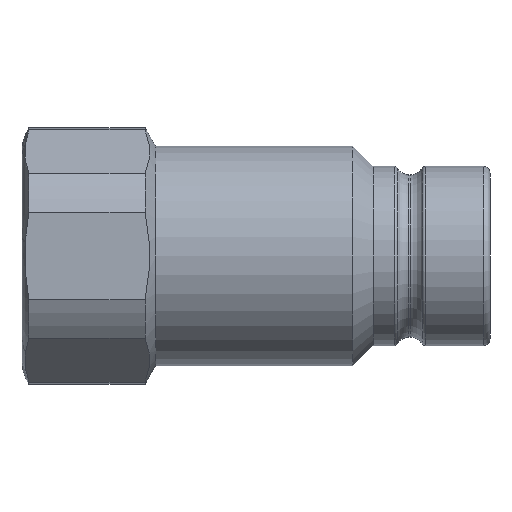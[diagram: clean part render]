
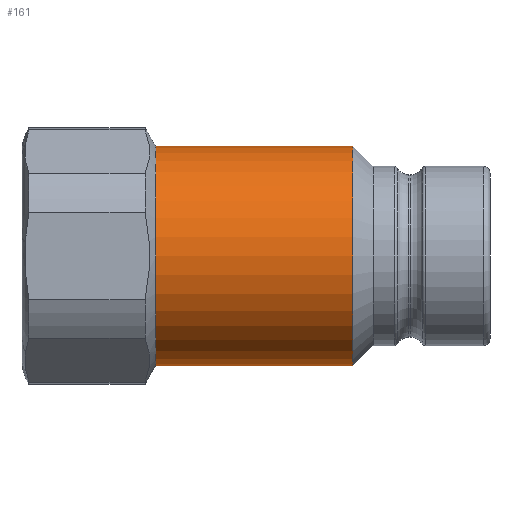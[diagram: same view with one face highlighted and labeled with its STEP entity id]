
A CAD part, front view. The second image highlights one B-rep face of the part: STEP entity #161.
In plain terms, the highlighted cylindrical face has radius 16.403 mm (diameter 32.806 mm), a partial arc.
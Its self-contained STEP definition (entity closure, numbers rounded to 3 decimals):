
#2 = ORIENTED_EDGE ( 'NONE', *, *, #1118, .F. ) ;
#3 = DIRECTION ( 'NONE',  ( -1., 0., 0. ) ) ;
#23 = EDGE_CURVE ( 'NONE', #743, #1341, #339, .T. ) ;
#28 = DIRECTION ( 'NONE',  ( 0., 0., 1. ) ) ;
#47 = CARTESIAN_POINT ( 'NONE',  ( 21.43, 0., 16.403 ) ) ;
#83 = AXIS2_PLACEMENT_3D ( 'NONE', #712, #1531, #28 ) ;
#85 = DIRECTION ( 'NONE',  ( 0., 0., 1. ) ) ;
#90 = DIRECTION ( 'NONE',  ( -1., 0., 0. ) ) ;
#128 = CARTESIAN_POINT ( 'NONE',  ( 0., 0., 16.403 ) ) ;
#135 = CARTESIAN_POINT ( 'NONE',  ( 0., 0., -16.403 ) ) ;
#143 = DIRECTION ( 'NONE',  ( 0., 0., 1. ) ) ;
#161 = ADVANCED_FACE ( 'NONE', ( #1717 ), #680, .T. ) ;
#339 = CIRCLE ( 'NONE', #83, 16.403 ) ;
#346 = ORIENTED_EDGE ( 'NONE', *, *, #23, .F. ) ;
#376 = EDGE_CURVE ( 'NONE', #1066, #567, #1692, .T. ) ;
#437 = CARTESIAN_POINT ( 'NONE',  ( 50.93, 0., 16.403 ) ) ;
#517 = LINE ( 'NONE', #128, #607 ) ;
#552 = AXIS2_PLACEMENT_3D ( 'NONE', #1343, #1081, #143 ) ;
#567 = VERTEX_POINT ( 'NONE', #437 ) ;
#596 = ORIENTED_EDGE ( 'NONE', *, *, #376, .T. ) ;
#607 = VECTOR ( 'NONE', #1210, 1000. ) ;
#680 = CYLINDRICAL_SURFACE ( 'NONE', #1657, 16.403 ) ;
#712 = CARTESIAN_POINT ( 'NONE',  ( 21.43, 0., 0. ) ) ;
#743 = VERTEX_POINT ( 'NONE', #1311 ) ;
#774 = CARTESIAN_POINT ( 'NONE',  ( 0., 0., 0. ) ) ;
#820 = LINE ( 'NONE', #135, #988 ) ;
#962 = EDGE_LOOP ( 'NONE', ( #2, #596, #1636, #346 ) ) ;
#988 = VECTOR ( 'NONE', #3, 1000. ) ;
#1066 = VERTEX_POINT ( 'NONE', #1342 ) ;
#1078 = EDGE_CURVE ( 'NONE', #567, #1341, #517, .T. ) ;
#1081 = DIRECTION ( 'NONE',  ( -1., 0., 0. ) ) ;
#1118 = EDGE_CURVE ( 'NONE', #1066, #743, #820, .T. ) ;
#1210 = DIRECTION ( 'NONE',  ( -1., 0., 0. ) ) ;
#1311 = CARTESIAN_POINT ( 'NONE',  ( 21.43, 0., -16.403 ) ) ;
#1341 = VERTEX_POINT ( 'NONE', #47 ) ;
#1342 = CARTESIAN_POINT ( 'NONE',  ( 50.93, 0., -16.403 ) ) ;
#1343 = CARTESIAN_POINT ( 'NONE',  ( 50.93, 0., 0. ) ) ;
#1531 = DIRECTION ( 'NONE',  ( -1., 0., 0. ) ) ;
#1636 = ORIENTED_EDGE ( 'NONE', *, *, #1078, .T. ) ;
#1657 = AXIS2_PLACEMENT_3D ( 'NONE', #774, #90, #85 ) ;
#1692 = CIRCLE ( 'NONE', #552, 16.403 ) ;
#1717 = FACE_OUTER_BOUND ( 'NONE', #962, .T. ) ;
